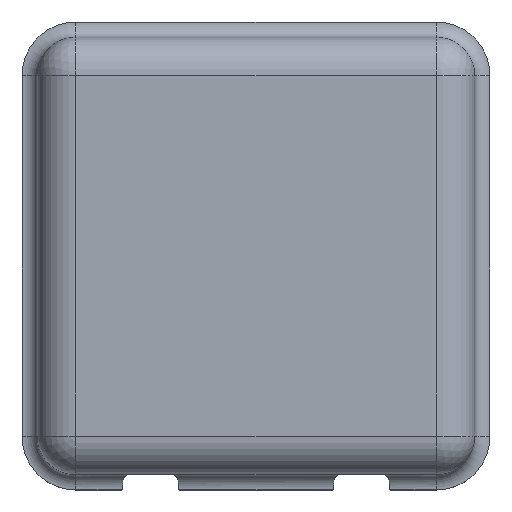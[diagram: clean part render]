
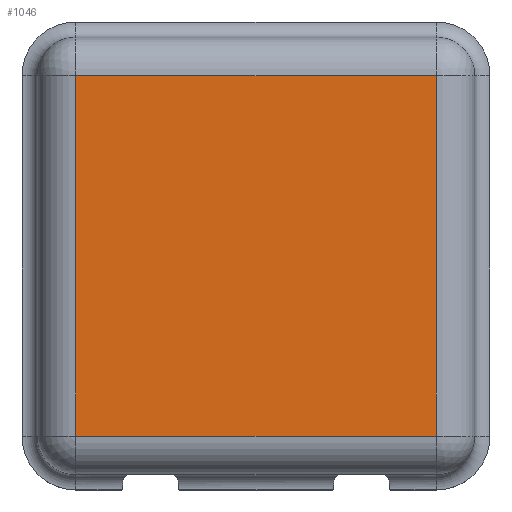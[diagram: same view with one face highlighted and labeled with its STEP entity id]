
A CAD part, top view. The second image highlights one B-rep face of the part: STEP entity #1046.
In plain terms, the highlighted face is planar.
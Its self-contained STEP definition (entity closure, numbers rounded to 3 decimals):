
#58=PLANE('',#1199);
#124=LINE('',#1995,#196);
#127=LINE('',#2007,#199);
#129=LINE('',#2010,#201);
#131=LINE('',#2013,#203);
#196=VECTOR('',#1522,1000.);
#199=VECTOR('',#1537,1000.);
#201=VECTOR('',#1541,1000.);
#203=VECTOR('',#1545,1000.);
#500=ORIENTED_EDGE('',*,*,#645,.F.);
#501=ORIENTED_EDGE('',*,*,#655,.F.);
#502=ORIENTED_EDGE('',*,*,#653,.F.);
#503=ORIENTED_EDGE('',*,*,#651,.F.);
#645=EDGE_CURVE('',#728,#731,#124,.T.);
#651=EDGE_CURVE('',#731,#733,#127,.T.);
#653=EDGE_CURVE('',#733,#729,#129,.T.);
#655=EDGE_CURVE('',#729,#728,#131,.T.);
#728=VERTEX_POINT('',#1976);
#729=VERTEX_POINT('',#1980);
#731=VERTEX_POINT('',#1988);
#733=VERTEX_POINT('',#1998);
#872=EDGE_LOOP('',(#500,#501,#502,#503));
#942=FACE_BOUND('',#872,.T.);
#1046=ADVANCED_FACE('',(#942),#58,.T.);
#1199=AXIS2_PLACEMENT_3D('',#2015,#1548,#1549);
#1522=DIRECTION('',(1.,0.,0.));
#1537=DIRECTION('',(0.,0.,1.));
#1541=DIRECTION('',(-1.,0.,0.));
#1545=DIRECTION('',(0.,0.,-1.));
#1548=DIRECTION('',(0.,1.,0.));
#1549=DIRECTION('',(0.,0.,1.));
#1976=CARTESIAN_POINT('',(-1.194,0.889,-1.194));
#1980=CARTESIAN_POINT('',(-1.194,0.889,1.194));
#1988=CARTESIAN_POINT('',(1.194,0.889,-1.194));
#1995=CARTESIAN_POINT('',(0.724,0.889,-1.194));
#1998=CARTESIAN_POINT('',(1.194,0.889,1.194));
#2007=CARTESIAN_POINT('',(1.194,0.889,0.724));
#2010=CARTESIAN_POINT('',(-0.724,0.889,1.194));
#2013=CARTESIAN_POINT('',(-1.194,0.889,-0.724));
#2015=CARTESIAN_POINT('',(0.,0.889,0.));
